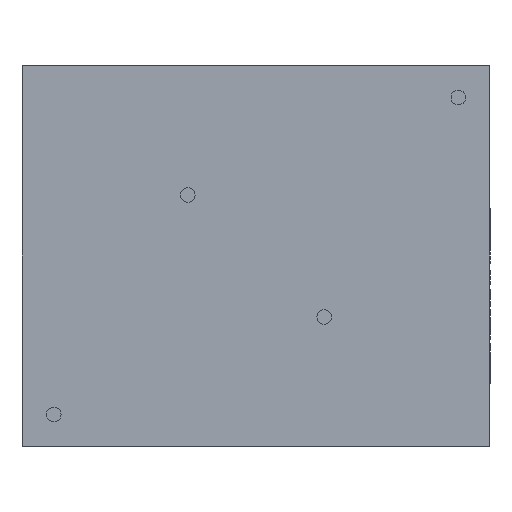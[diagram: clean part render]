
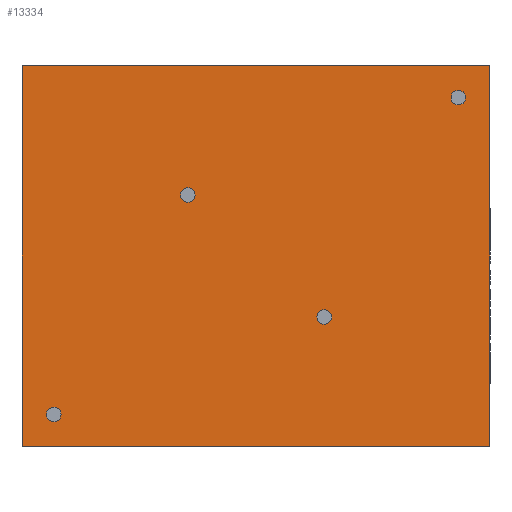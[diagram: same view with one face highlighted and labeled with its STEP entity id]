
A CAD part, front view. The second image highlights one B-rep face of the part: STEP entity #13334.
In plain terms, the highlighted face is planar.
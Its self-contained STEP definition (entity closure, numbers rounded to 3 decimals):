
#373 = ORIENTED_EDGE ( 'NONE', *, *, #696, .T. ) ;
#458 = AXIS2_PLACEMENT_3D ( 'NONE', #14437, #6577, #7766 ) ;
#651 = AXIS2_PLACEMENT_3D ( 'NONE', #6615, #11187, #9852 ) ;
#696 = EDGE_CURVE ( 'NONE', #7455, #11749, #1404, .T. ) ;
#727 = CARTESIAN_POINT ( 'NONE',  ( 43., 32.5, 0. ) ) ;
#1107 = VERTEX_POINT ( 'NONE', #4851 ) ;
#1124 = FACE_BOUND ( 'NONE', #6429, .T. ) ;
#1150 = DIRECTION ( 'NONE',  ( 0., 0., 1. ) ) ;
#1230 = VERTEX_POINT ( 'NONE', #6407 ) ;
#1289 = DIRECTION ( 'NONE',  ( 1., 0., 0. ) ) ;
#1359 = CARTESIAN_POINT ( 'NONE',  ( -40., -32.5, 0. ) ) ;
#1404 = LINE ( 'NONE', #13914, #2449 ) ;
#1444 = ORIENTED_EDGE ( 'NONE', *, *, #4846, .F. ) ;
#1448 = CARTESIAN_POINT ( 'NONE',  ( 12.5, -12.5, 0. ) ) ;
#1458 = CIRCLE ( 'NONE', #1715, 1.5 ) ;
#1665 = CIRCLE ( 'NONE', #3574, 1.5 ) ;
#1715 = AXIS2_PLACEMENT_3D ( 'NONE', #3133, #7701, #4257 ) ;
#1747 = CARTESIAN_POINT ( 'NONE',  ( 41.5, 32.5, 0. ) ) ;
#1976 = ORIENTED_EDGE ( 'NONE', *, *, #13261, .F. ) ;
#2199 = DIRECTION ( 'NONE',  ( 1., 0., 0. ) ) ;
#2252 = FACE_BOUND ( 'NONE', #7942, .T. ) ;
#2344 = CIRCLE ( 'NONE', #651, 1.5 ) ;
#2388 = VECTOR ( 'NONE', #11999, 1000. ) ;
#2449 = VECTOR ( 'NONE', #3577, 1000. ) ;
#2465 = ORIENTED_EDGE ( 'NONE', *, *, #9710, .F. ) ;
#2471 = CARTESIAN_POINT ( 'NONE',  ( -12.5, 12.5, 0. ) ) ;
#2770 = EDGE_CURVE ( 'NONE', #4820, #9910, #12696, .T. ) ;
#2786 = DIRECTION ( 'NONE',  ( 1., 0., 0. ) ) ;
#2945 = ORIENTED_EDGE ( 'NONE', *, *, #8085, .F. ) ;
#3098 = EDGE_CURVE ( 'NONE', #9910, #4820, #12676, .T. ) ;
#3133 = CARTESIAN_POINT ( 'NONE',  ( -41.5, -32.5, 0. ) ) ;
#3342 = VERTEX_POINT ( 'NONE', #8020 ) ;
#3356 = EDGE_CURVE ( 'NONE', #1230, #13191, #12075, .T. ) ;
#3574 = AXIS2_PLACEMENT_3D ( 'NONE', #13499, #5642, #8933 ) ;
#3577 = DIRECTION ( 'NONE',  ( 0., 1., 0. ) ) ;
#3853 = ORIENTED_EDGE ( 'NONE', *, *, #3356, .F. ) ;
#4087 = ORIENTED_EDGE ( 'NONE', *, *, #12084, .T. ) ;
#4151 = VERTEX_POINT ( 'NONE', #1448 ) ;
#4257 = DIRECTION ( 'NONE',  ( 1., 0., 0. ) ) ;
#4364 = CARTESIAN_POINT ( 'NONE',  ( 0., 0., 0. ) ) ;
#4803 = EDGE_CURVE ( 'NONE', #6469, #13406, #6215, .T. ) ;
#4820 = VERTEX_POINT ( 'NONE', #727 ) ;
#4846 = EDGE_CURVE ( 'NONE', #3342, #10850, #11948, .T. ) ;
#4851 = CARTESIAN_POINT ( 'NONE',  ( 15.5, -12.5, 0. ) ) ;
#4920 = DIRECTION ( 'NONE',  ( 1., 0., 0. ) ) ;
#5190 = CARTESIAN_POINT ( 'NONE',  ( 0., 39., 0. ) ) ;
#5427 = FACE_OUTER_BOUND ( 'NONE', #12678, .T. ) ;
#5642 = DIRECTION ( 'NONE',  ( 0., 0., 1. ) ) ;
#6215 = CIRCLE ( 'NONE', #458, 1.5 ) ;
#6313 = CARTESIAN_POINT ( 'NONE',  ( -48., 0., 0. ) ) ;
#6407 = CARTESIAN_POINT ( 'NONE',  ( -48., -39., 0. ) ) ;
#6429 = EDGE_LOOP ( 'NONE', ( #2945, #1976 ) ) ;
#6469 = VERTEX_POINT ( 'NONE', #6630 ) ;
#6577 = DIRECTION ( 'NONE',  ( 0., 0., 1. ) ) ;
#6615 = CARTESIAN_POINT ( 'NONE',  ( -14., 12.5, 0. ) ) ;
#6630 = CARTESIAN_POINT ( 'NONE',  ( -15.5, 12.5, 0. ) ) ;
#6962 = ORIENTED_EDGE ( 'NONE', *, *, #6982, .F. ) ;
#6982 = EDGE_CURVE ( 'NONE', #13406, #6469, #2344, .T. ) ;
#7455 = VERTEX_POINT ( 'NONE', #12863 ) ;
#7656 = DIRECTION ( 'NONE',  ( 1., 0., 0. ) ) ;
#7701 = DIRECTION ( 'NONE',  ( 0., 0., 1. ) ) ;
#7742 = VECTOR ( 'NONE', #1289, 1000. ) ;
#7766 = DIRECTION ( 'NONE',  ( 1., 0., 0. ) ) ;
#7837 = CARTESIAN_POINT ( 'NONE',  ( -41.5, -32.5, 0. ) ) ;
#7942 = EDGE_LOOP ( 'NONE', ( #14234, #11484 ) ) ;
#8020 = CARTESIAN_POINT ( 'NONE',  ( -43., -32.5, 0. ) ) ;
#8085 = EDGE_CURVE ( 'NONE', #1107, #4151, #14716, .T. ) ;
#8107 = LINE ( 'NONE', #9239, #7742 ) ;
#8331 = ORIENTED_EDGE ( 'NONE', *, *, #4803, .F. ) ;
#8343 = EDGE_LOOP ( 'NONE', ( #6962, #8331 ) ) ;
#8385 = VECTOR ( 'NONE', #9831, 1000. ) ;
#8542 = LINE ( 'NONE', #5190, #8385 ) ;
#8639 = DIRECTION ( 'NONE',  ( 0., 0., 1. ) ) ;
#8933 = DIRECTION ( 'NONE',  ( 1., 0., 0. ) ) ;
#9179 = CARTESIAN_POINT ( 'NONE',  ( 41.5, 32.5, 0. ) ) ;
#9239 = CARTESIAN_POINT ( 'NONE',  ( 0., -39., 0. ) ) ;
#9710 = EDGE_CURVE ( 'NONE', #10850, #3342, #1458, .T. ) ;
#9831 = DIRECTION ( 'NONE',  ( 1., 0., 0. ) ) ;
#9852 = DIRECTION ( 'NONE',  ( 1., 0., 0. ) ) ;
#9910 = VERTEX_POINT ( 'NONE', #13758 ) ;
#9917 = PLANE ( 'NONE',  #10535 ) ;
#10022 = DIRECTION ( 'NONE',  ( 1., 0., 0. ) ) ;
#10304 = ORIENTED_EDGE ( 'NONE', *, *, #13638, .F. ) ;
#10535 = AXIS2_PLACEMENT_3D ( 'NONE', #4364, #14469, #7656 ) ;
#10609 = CARTESIAN_POINT ( 'NONE',  ( 14., -12.5, 0. ) ) ;
#10766 = AXIS2_PLACEMENT_3D ( 'NONE', #7837, #12192, #10022 ) ;
#10832 = CARTESIAN_POINT ( 'NONE',  ( 48., 39., 0. ) ) ;
#10850 = VERTEX_POINT ( 'NONE', #1359 ) ;
#11187 = DIRECTION ( 'NONE',  ( 0., 0., 1. ) ) ;
#11392 = FACE_BOUND ( 'NONE', #8343, .T. ) ;
#11482 = AXIS2_PLACEMENT_3D ( 'NONE', #1747, #8639, #2786 ) ;
#11484 = ORIENTED_EDGE ( 'NONE', *, *, #3098, .F. ) ;
#11749 = VERTEX_POINT ( 'NONE', #10832 ) ;
#11948 = CIRCLE ( 'NONE', #10766, 1.5 ) ;
#11999 = DIRECTION ( 'NONE',  ( 0., 1., 0. ) ) ;
#12075 = LINE ( 'NONE', #6313, #2388 ) ;
#12084 = EDGE_CURVE ( 'NONE', #1230, #7455, #8107, .T. ) ;
#12192 = DIRECTION ( 'NONE',  ( 0., 0., 1. ) ) ;
#12227 = FACE_BOUND ( 'NONE', #14462, .T. ) ;
#12676 = CIRCLE ( 'NONE', #11482, 1.5 ) ;
#12678 = EDGE_LOOP ( 'NONE', ( #4087, #373, #10304, #3853 ) ) ;
#12696 = CIRCLE ( 'NONE', #14153, 1.5 ) ;
#12863 = CARTESIAN_POINT ( 'NONE',  ( 48., -39., 0. ) ) ;
#13076 = DIRECTION ( 'NONE',  ( 0., 0., 1. ) ) ;
#13191 = VERTEX_POINT ( 'NONE', #13285 ) ;
#13261 = EDGE_CURVE ( 'NONE', #4151, #1107, #1665, .T. ) ;
#13285 = CARTESIAN_POINT ( 'NONE',  ( -48., 39., 0. ) ) ;
#13334 = ADVANCED_FACE ( 'NONE', ( #1124, #12227, #2252, #11392, #5427 ), #9917, .T. ) ;
#13406 = VERTEX_POINT ( 'NONE', #2471 ) ;
#13499 = CARTESIAN_POINT ( 'NONE',  ( 14., -12.5, 0. ) ) ;
#13638 = EDGE_CURVE ( 'NONE', #13191, #11749, #8542, .T. ) ;
#13758 = CARTESIAN_POINT ( 'NONE',  ( 40., 32.5, 0. ) ) ;
#13914 = CARTESIAN_POINT ( 'NONE',  ( 48., 0., 0. ) ) ;
#14153 = AXIS2_PLACEMENT_3D ( 'NONE', #9179, #1150, #2199 ) ;
#14234 = ORIENTED_EDGE ( 'NONE', *, *, #2770, .F. ) ;
#14253 = AXIS2_PLACEMENT_3D ( 'NONE', #10609, #13076, #4920 ) ;
#14437 = CARTESIAN_POINT ( 'NONE',  ( -14., 12.5, 0. ) ) ;
#14462 = EDGE_LOOP ( 'NONE', ( #2465, #1444 ) ) ;
#14469 = DIRECTION ( 'NONE',  ( 0., 0., 1. ) ) ;
#14716 = CIRCLE ( 'NONE', #14253, 1.5 ) ;
